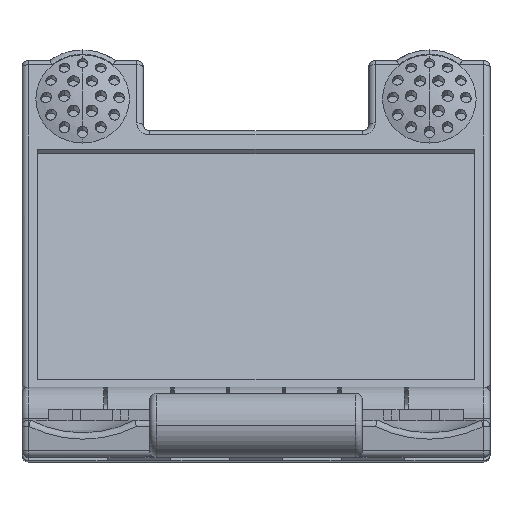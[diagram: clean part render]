
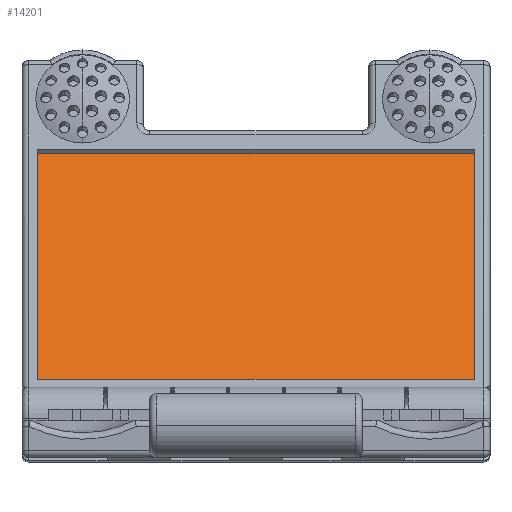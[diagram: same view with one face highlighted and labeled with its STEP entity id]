
A CAD part, top view. The second image highlights one B-rep face of the part: STEP entity #14201.
In plain terms, the highlighted planar face has unit normal (0, 0.334, 0.943).
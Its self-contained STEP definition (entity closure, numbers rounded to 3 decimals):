
#961 = FACE_OUTER_BOUND ( 'NONE', #10751, .T. ) ;
#1649 = CARTESIAN_POINT ( 'NONE',  ( 10.25, 12.57, -14.143 ) ) ;
#1650 = CARTESIAN_POINT ( 'NONE',  ( -10.25, 12.57, -14.143 ) ) ;
#1656 = CARTESIAN_POINT ( 'NONE',  ( -10.25, 1.748, -10.312 ) ) ;
#1769 = CARTESIAN_POINT ( 'NONE',  ( 10.25, 1.748, -10.312 ) ) ;
#2058 = DIRECTION ( 'NONE',  ( 1., 0., 0. ) ) ;
#2060 = CARTESIAN_POINT ( 'NONE',  ( -10.25, 12.57, -14.143 ) ) ;
#2067 = CARTESIAN_POINT ( 'NONE',  ( -10.25, 1.748, -10.312 ) ) ;
#2068 = DIRECTION ( 'NONE',  ( 0., 0.943, -0.334 ) ) ;
#2069 = CARTESIAN_POINT ( 'NONE',  ( 10.25, 1.748, -10.312 ) ) ;
#2070 = DIRECTION ( 'NONE',  ( 0., 0.943, -0.334 ) ) ;
#2627 = LINE ( 'NONE', #2060, #2631 ) ;
#2631 = VECTOR ( 'NONE', #2058, 1000. ) ;
#2634 = LINE ( 'NONE', #2067, #2637 ) ;
#2636 = LINE ( 'NONE', #2069, #2639 ) ;
#2637 = VECTOR ( 'NONE', #2068, 1000. ) ;
#2639 = VECTOR ( 'NONE', #2070, 1000. ) ;
#3793 = CARTESIAN_POINT ( 'NONE',  ( -10.25, 1.748, -10.312 ) ) ;
#3795 = DIRECTION ( 'NONE',  ( 1., 0., 0. ) ) ;
#4529 = ORIENTED_EDGE ( 'NONE', *, *, #11987, .F. ) ;
#4530 = ORIENTED_EDGE ( 'NONE', *, *, #6831, .T. ) ;
#4531 = ORIENTED_EDGE ( 'NONE', *, *, #11988, .T. ) ;
#4532 = ORIENTED_EDGE ( 'NONE', *, *, #11984, .F. ) ;
#5202 = LINE ( 'NONE', #3793, #5205 ) ;
#5205 = VECTOR ( 'NONE', #3795, 1000. ) ;
#6831 = EDGE_CURVE ( 'NONE', #10223, #10298, #5202, .T. ) ;
#8024 = CARTESIAN_POINT ( 'NONE',  ( -10.25, 1.748, -10.312 ) ) ;
#8031 = PLANE ( 'NONE',  #9823 ) ;
#8033 = DIRECTION ( 'NONE',  ( 0., -0.334, -0.943 ) ) ;
#8034 = DIRECTION ( 'NONE',  ( 0., 0.943, -0.334 ) ) ;
#9823 = AXIS2_PLACEMENT_3D ( 'NONE', #8024, #8033, #8034 ) ;
#10218 = VERTEX_POINT ( 'NONE', #1649 ) ;
#10219 = VERTEX_POINT ( 'NONE', #1650 ) ;
#10223 = VERTEX_POINT ( 'NONE', #1656 ) ;
#10298 = VERTEX_POINT ( 'NONE', #1769 ) ;
#10751 = EDGE_LOOP ( 'NONE', ( #4529, #4530, #4531, #4532 ) ) ;
#11984 = EDGE_CURVE ( 'NONE', #10219, #10218, #2627, .T. ) ;
#11987 = EDGE_CURVE ( 'NONE', #10223, #10219, #2634, .T. ) ;
#11988 = EDGE_CURVE ( 'NONE', #10298, #10218, #2636, .T. ) ;
#14201 = ADVANCED_FACE ( 'NONE', ( #961 ), #8031, .F. ) ;
